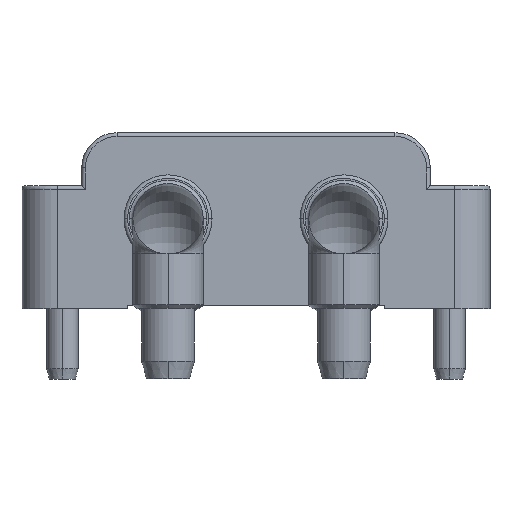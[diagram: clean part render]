
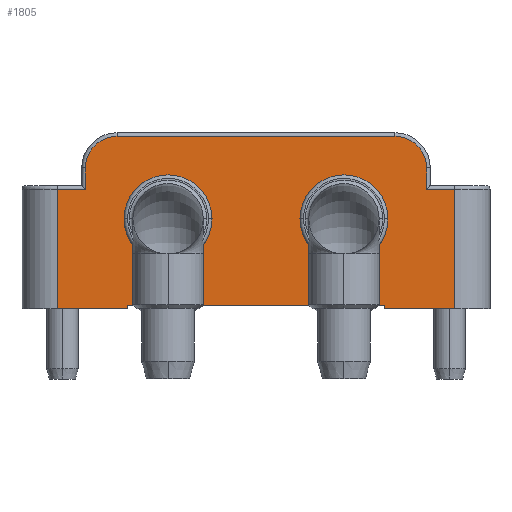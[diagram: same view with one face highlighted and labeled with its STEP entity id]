
A CAD part, top view. The second image highlights one B-rep face of the part: STEP entity #1805.
In plain terms, the highlighted face is planar.
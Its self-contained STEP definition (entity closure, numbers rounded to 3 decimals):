
#7 = CARTESIAN_POINT ( 'NONE',  ( 4.95, 5., -2.7 ) ) ;
#36 = ORIENTED_EDGE ( 'NONE', *, *, #1398, .T. ) ;
#150 = EDGE_CURVE ( 'NONE', #353, #3192, #2282, .T. ) ;
#160 = CARTESIAN_POINT ( 'NONE',  ( 3.65, 3.5, -2.7 ) ) ;
#199 = CIRCLE ( 'NONE', #3533, 0.9 ) ;
#250 = LINE ( 'NONE', #1066, #377 ) ;
#256 = DIRECTION ( 'NONE',  ( 1., 0., 0. ) ) ;
#273 = CARTESIAN_POINT ( 'NONE',  ( 3.65, 0., -2.7 ) ) ;
#324 = ORIENTED_EDGE ( 'NONE', *, *, #150, .T. ) ;
#341 = EDGE_CURVE ( 'NONE', #4210, #1064, #250, .T. ) ;
#353 = VERTEX_POINT ( 'NONE', #1452 ) ;
#377 = VECTOR ( 'NONE', #3732, 1000. ) ;
#398 = CARTESIAN_POINT ( 'NONE',  ( -4.85, 3.4, -2.7 ) ) ;
#409 = ORIENTED_EDGE ( 'NONE', *, *, #1023, .T. ) ;
#415 = ORIENTED_EDGE ( 'NONE', *, *, #1403, .T. ) ;
#473 = PLANE ( 'NONE',  #1769 ) ;
#476 = ORIENTED_EDGE ( 'NONE', *, *, #341, .T. ) ;
#575 = DIRECTION ( 'NONE',  ( 1., 0., 0. ) ) ;
#589 = DIRECTION ( 'NONE',  ( 0., -1., 0. ) ) ;
#648 = DIRECTION ( 'NONE',  ( 0., 1., 0. ) ) ;
#678 = DIRECTION ( 'NONE',  ( -1., 0., 0. ) ) ;
#852 = DIRECTION ( 'NONE',  ( 0., 0., 1. ) ) ;
#898 = CARTESIAN_POINT ( 'NONE',  ( -5.65, 3.4, -2.7 ) ) ;
#967 = EDGE_CURVE ( 'NONE', #2305, #1845, #4188, .T. ) ;
#1023 = EDGE_CURVE ( 'NONE', #1064, #1845, #4471, .T. ) ;
#1064 = VERTEX_POINT ( 'NONE', #3707 ) ;
#1066 = CARTESIAN_POINT ( 'NONE',  ( 5.65, 5., -2.7 ) ) ;
#1114 = EDGE_CURVE ( 'NONE', #2200, #4627, #1848, .T. ) ;
#1124 = CARTESIAN_POINT ( 'NONE',  ( -5.65, 5., -2.7 ) ) ;
#1125 = VECTOR ( 'NONE', #3766, 1000. ) ;
#1136 = VERTEX_POINT ( 'NONE', #898 ) ;
#1233 = CARTESIAN_POINT ( 'NONE',  ( 4.85, 3.4, -2.7 ) ) ;
#1333 = EDGE_CURVE ( 'NONE', #2428, #2424, #3456, .T. ) ;
#1357 = CARTESIAN_POINT ( 'NONE',  ( -4.95, 0.1, -2.7 ) ) ;
#1398 = EDGE_CURVE ( 'NONE', #3177, #2200, #1600, .T. ) ;
#1403 = EDGE_CURVE ( 'NONE', #3192, #2428, #4536, .T. ) ;
#1452 = CARTESIAN_POINT ( 'NONE',  ( -3.95, 4.9, -2.7 ) ) ;
#1487 = DIRECTION ( 'NONE',  ( 0., 0., -1. ) ) ;
#1493 = DIRECTION ( 'NONE',  ( 0., 0., -1. ) ) ;
#1555 = EDGE_CURVE ( 'NONE', #3177, #2305, #3471, .T. ) ;
#1585 = CARTESIAN_POINT ( 'NONE',  ( -4.85, 4., -2.7 ) ) ;
#1600 = LINE ( 'NONE', #3343, #3647 ) ;
#1685 = ORIENTED_EDGE ( 'NONE', *, *, #2652, .T. ) ;
#1687 = EDGE_CURVE ( 'NONE', #1136, #2847, #4563, .T. ) ;
#1769 = AXIS2_PLACEMENT_3D ( 'NONE', #7, #852, #4241 ) ;
#1805 = ADVANCED_FACE ( 'NONE', ( #3314 ), #473, .F. ) ;
#1822 = AXIS2_PLACEMENT_3D ( 'NONE', #2347, #1493, #4161 ) ;
#1823 = VECTOR ( 'NONE', #648, 1000. ) ;
#1845 = VERTEX_POINT ( 'NONE', #4254 ) ;
#1848 = LINE ( 'NONE', #2027, #2813 ) ;
#1852 = CARTESIAN_POINT ( 'NONE',  ( 4.85, 5., -2.7 ) ) ;
#1935 = CARTESIAN_POINT ( 'NONE',  ( 3.95, 4.9, -2.7 ) ) ;
#1949 = VECTOR ( 'NONE', #3894, 1000. ) ;
#2027 = CARTESIAN_POINT ( 'NONE',  ( -3.65, 0., -2.7 ) ) ;
#2196 = CARTESIAN_POINT ( 'NONE',  ( -3.65, 0., -2.7 ) ) ;
#2200 = VERTEX_POINT ( 'NONE', #2196 ) ;
#2208 = CARTESIAN_POINT ( 'NONE',  ( 5.65, 3.4, -2.7 ) ) ;
#2228 = EDGE_CURVE ( 'NONE', #3924, #353, #199, .T. ) ;
#2282 = LINE ( 'NONE', #4749, #3005 ) ;
#2305 = VERTEX_POINT ( 'NONE', #4265 ) ;
#2331 = CARTESIAN_POINT ( 'NONE',  ( -5.65, 0., -2.7 ) ) ;
#2347 = CARTESIAN_POINT ( 'NONE',  ( 3.95, 4., -2.7 ) ) ;
#2384 = VECTOR ( 'NONE', #589, 1000. ) ;
#2413 = DIRECTION ( 'NONE',  ( -1., 0., 0. ) ) ;
#2424 = VERTEX_POINT ( 'NONE', #1233 ) ;
#2428 = VERTEX_POINT ( 'NONE', #4665 ) ;
#2437 = VECTOR ( 'NONE', #2938, 1000. ) ;
#2449 = CARTESIAN_POINT ( 'NONE',  ( -4.85, 5., -2.7 ) ) ;
#2507 = EDGE_LOOP ( 'NONE', ( #3197, #4292, #2796, #3068, #324, #415, #3980, #1685, #476, #409, #3833, #3632, #36, #4525 ) ) ;
#2652 = EDGE_CURVE ( 'NONE', #2424, #4210, #4044, .T. ) ;
#2658 = DIRECTION ( 'NONE',  ( 0., -1., 0. ) ) ;
#2764 = VECTOR ( 'NONE', #575, 1000. ) ;
#2796 = ORIENTED_EDGE ( 'NONE', *, *, #4820, .T. ) ;
#2813 = VECTOR ( 'NONE', #2413, 1000. ) ;
#2847 = VERTEX_POINT ( 'NONE', #398 ) ;
#2938 = DIRECTION ( 'NONE',  ( 0., -1., 0. ) ) ;
#3005 = VECTOR ( 'NONE', #256, 1000. ) ;
#3068 = ORIENTED_EDGE ( 'NONE', *, *, #2228, .T. ) ;
#3177 = VERTEX_POINT ( 'NONE', #4564 ) ;
#3192 = VERTEX_POINT ( 'NONE', #1935 ) ;
#3197 = ORIENTED_EDGE ( 'NONE', *, *, #3824, .T. ) ;
#3208 = LINE ( 'NONE', #1124, #1949 ) ;
#3314 = FACE_OUTER_BOUND ( 'NONE', #2507, .T. ) ;
#3343 = CARTESIAN_POINT ( 'NONE',  ( -3.65, 3.5, -2.7 ) ) ;
#3350 = CARTESIAN_POINT ( 'NONE',  ( 4.95, 3.4, -2.7 ) ) ;
#3414 = DIRECTION ( 'NONE',  ( 1., 0., 0. ) ) ;
#3456 = LINE ( 'NONE', #1852, #2437 ) ;
#3471 = LINE ( 'NONE', #1357, #2764 ) ;
#3528 = CARTESIAN_POINT ( 'NONE',  ( -4.85, 3.4, -2.7 ) ) ;
#3533 = AXIS2_PLACEMENT_3D ( 'NONE', #3768, #1487, #3414 ) ;
#3632 = ORIENTED_EDGE ( 'NONE', *, *, #1555, .F. ) ;
#3647 = VECTOR ( 'NONE', #2658, 1000. ) ;
#3707 = CARTESIAN_POINT ( 'NONE',  ( 5.65, 0., -2.7 ) ) ;
#3732 = DIRECTION ( 'NONE',  ( 0., -1., 0. ) ) ;
#3766 = DIRECTION ( 'NONE',  ( 1., 0., 0. ) ) ;
#3768 = CARTESIAN_POINT ( 'NONE',  ( -3.95, 4., -2.7 ) ) ;
#3824 = EDGE_CURVE ( 'NONE', #4627, #1136, #3208, .T. ) ;
#3833 = ORIENTED_EDGE ( 'NONE', *, *, #967, .F. ) ;
#3894 = DIRECTION ( 'NONE',  ( 0., 1., 0. ) ) ;
#3924 = VERTEX_POINT ( 'NONE', #1585 ) ;
#3980 = ORIENTED_EDGE ( 'NONE', *, *, #1333, .T. ) ;
#4044 = LINE ( 'NONE', #3350, #1125 ) ;
#4157 = VECTOR ( 'NONE', #4691, 1000. ) ;
#4159 = LINE ( 'NONE', #2449, #1823 ) ;
#4161 = DIRECTION ( 'NONE',  ( 1., 0., 0. ) ) ;
#4188 = LINE ( 'NONE', #160, #2384 ) ;
#4210 = VERTEX_POINT ( 'NONE', #2208 ) ;
#4241 = DIRECTION ( 'NONE',  ( 1., 0., 0. ) ) ;
#4254 = CARTESIAN_POINT ( 'NONE',  ( 3.65, 0., -2.7 ) ) ;
#4265 = CARTESIAN_POINT ( 'NONE',  ( 3.65, 0.1, -2.7 ) ) ;
#4292 = ORIENTED_EDGE ( 'NONE', *, *, #1687, .T. ) ;
#4471 = LINE ( 'NONE', #273, #4721 ) ;
#4525 = ORIENTED_EDGE ( 'NONE', *, *, #1114, .T. ) ;
#4536 = CIRCLE ( 'NONE', #1822, 0.9 ) ;
#4563 = LINE ( 'NONE', #3528, #4157 ) ;
#4564 = CARTESIAN_POINT ( 'NONE',  ( -3.65, 0.1, -2.7 ) ) ;
#4627 = VERTEX_POINT ( 'NONE', #2331 ) ;
#4665 = CARTESIAN_POINT ( 'NONE',  ( 4.85, 4., -2.7 ) ) ;
#4691 = DIRECTION ( 'NONE',  ( 1., 0., 0. ) ) ;
#4721 = VECTOR ( 'NONE', #678, 1000. ) ;
#4749 = CARTESIAN_POINT ( 'NONE',  ( 3.95, 4.9, -2.7 ) ) ;
#4820 = EDGE_CURVE ( 'NONE', #2847, #3924, #4159, .T. ) ;
